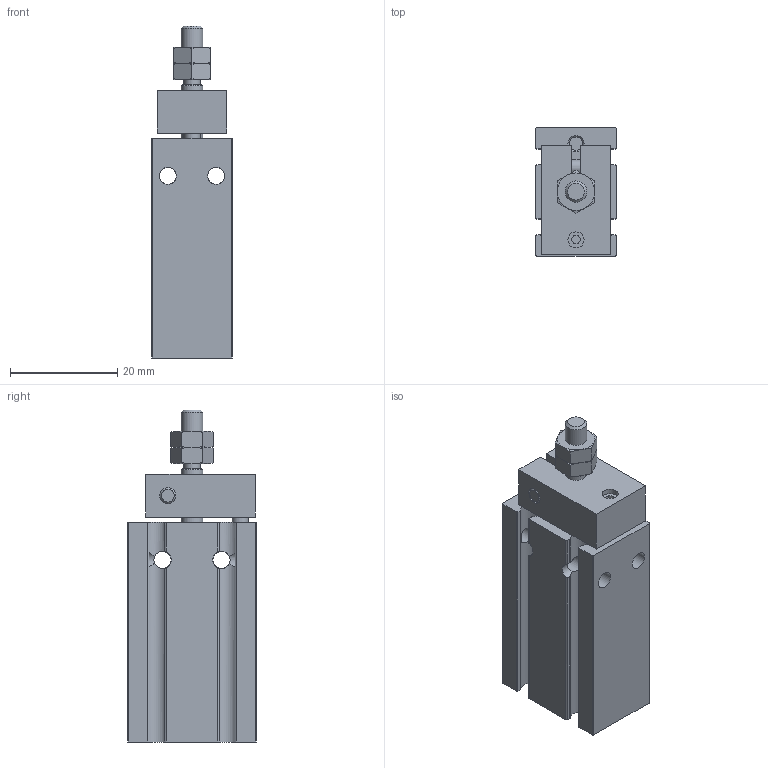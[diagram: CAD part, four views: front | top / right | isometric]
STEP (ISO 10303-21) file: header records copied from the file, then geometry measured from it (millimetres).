
FILE_DESCRIPTION( ( 'STEP AP203' ), '1' );
FILE_NAME( 'EUK10X5-0()(0).stp', '2021-10-12T02:20:49', ( 'License CC BY-ND 4.0' ), ( 'CADENAS' ), ' ', 'PARTsolutions', ' ' );
FILE_SCHEMA( ( 'CONFIG_CONTROL_DESIGN' ) );
Length unit declared in the file: millimetre
Products named in the file (3): EUK10X5-0()(0); _EUK10X5-0()(0-BODY); _EUK10X5-0(0-ROD)
Assembly tree (2 placements, depth 2):
  EUK10X5-0()(0)
    _EUK10X5-0()(0-BODY)
    _EUK10X5-0(0-ROD)
Bounding box: 15 x 24 x 62 mm (x, y, z)
Volume: 13703.8 mm3; surface area: 8966.3 mm2
Topology: 2 solids, 2 shells, 178 faces, 455 edges, 292 vertices
Faces by surface type: plane 78, cylinder 70, cone 30
Full cylindrical faces by diameter (mm): 2.459 x3, 3 x4, 3.141 x1, 3.2 x8, 4 x3, 4.134 x2, 5.5 x1, 5.8 x2, 6 x1, 10 x2
Entity records: 5814 total; most frequent: CARTESIAN_POINT 1667, ORIENTED_EDGE 820, DIRECTION 796, EDGE_CURVE 410, AXIS2_PLACEMENT_3D 309, VERTEX_POINT 280, EDGE_LOOP 240, FACE_OUTER_BOUND 205
